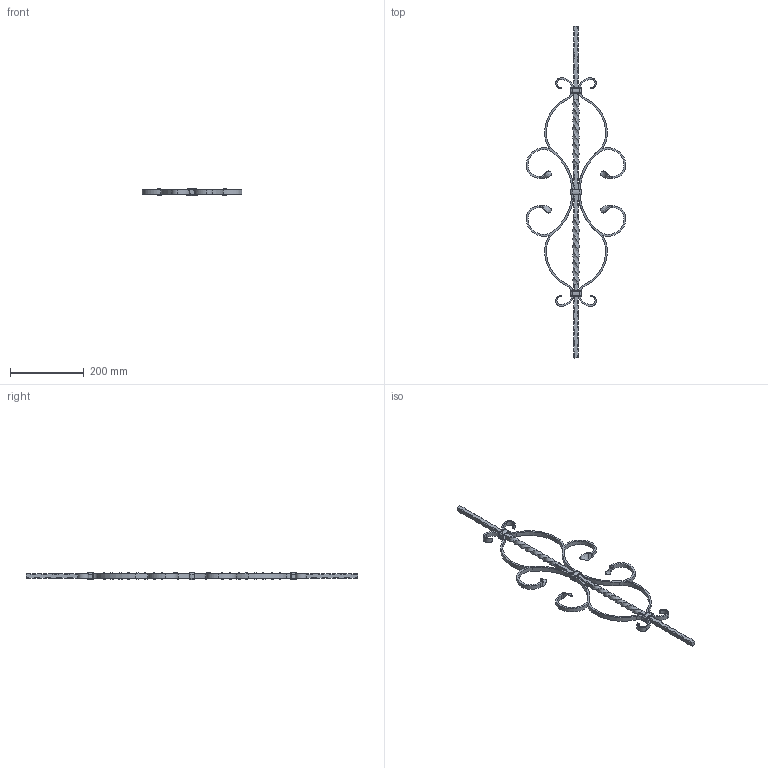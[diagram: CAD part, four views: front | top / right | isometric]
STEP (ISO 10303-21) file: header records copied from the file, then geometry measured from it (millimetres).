
FILE_DESCRIPTION (( 'STEP AP203' ), '1' );
FILE_NAME ('1999.STEP', '2023-07-07T06:40:36', ( '' ), ( '' ), 'SwSTEP 2.0', 'SolidWorks 2018', '' );
FILE_SCHEMA (( 'CONFIG_CONTROL_DESIGN' ));
Length unit declared in the file: millimetre
Products named in the file (1): 1999
Bounding box: 270 x 900 x 20.49 mm (x, y, z)
Volume: 272271 mm3; surface area: 132384 mm2
Topology: 3 solids, 3 shells, 947 faces, 2422 edges, 1340 vertices
Faces by surface type: plane 319, cylinder 247, torus 210, bspline 171
Entity records: 41168 total; most frequent: CARTESIAN_POINT 20199, ORIENTED_EDGE 4556, DIRECTION 4061, EDGE_CURVE 2278, AXIS2_PLACEMENT_3D 1516, VERTEX_POINT 1340, VECTOR 1029, LINE 1029
